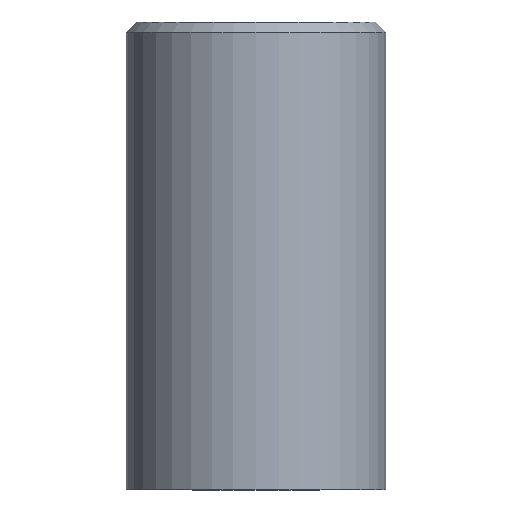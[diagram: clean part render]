
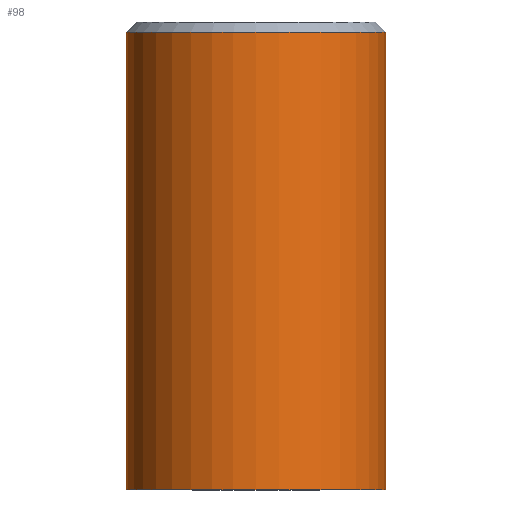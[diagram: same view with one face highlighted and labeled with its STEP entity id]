
A CAD part, front view. The second image highlights one B-rep face of the part: STEP entity #98.
In plain terms, the highlighted cylindrical face has radius 25 mm (diameter 50 mm), a partial arc.
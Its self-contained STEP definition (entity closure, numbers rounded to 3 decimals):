
#94=EDGE_CURVE('',#134,#162,#211,.T.);
#98=ADVANCED_FACE('',(#215),#216,.T.);
#108=EDGE_CURVE('',#146,#134,#227,.T.);
#134=VERTEX_POINT('',#256);
#136=VERTEX_POINT('',#258);
#146=VERTEX_POINT('',#271);
#148=EDGE_CURVE('',#136,#162,#273,.T.);
#158=EDGE_CURVE('',#136,#146,#283,.T.);
#162=VERTEX_POINT('',#287);
#211=LINE('',#335,#336);
#215=FACE_OUTER_BOUND('',#341,.T.);
#216=CYLINDRICAL_SURFACE('',#342,25.0);
#227=CIRCLE('',#355,25.0);
#256=CARTESIAN_POINT('',(-25.0,0.,0.));
#258=CARTESIAN_POINT('',(25.0,0.,88.0));
#271=CARTESIAN_POINT('',(25.0,0.,0.));
#273=CIRCLE('',#412,25.0);
#283=LINE('',#425,#426);
#287=CARTESIAN_POINT('',(-25.0,0.,88.0));
#335=CARTESIAN_POINT('',(-25.0,0.,44.0));
#336=VECTOR('',#479,1.0);
#341=EDGE_LOOP('',(#484,#485,#486,#487));
#342=AXIS2_PLACEMENT_3D('',#488,#489,#490);
#355=AXIS2_PLACEMENT_3D('',#502,#503,#504);
#412=AXIS2_PLACEMENT_3D('',#559,#560,#561);
#425=CARTESIAN_POINT('',(25.0,0.,44.0));
#426=VECTOR('',#568,1.0);
#479=DIRECTION('',(-0.0,-0.0,1.0));
#484=ORIENTED_EDGE('',*,*,#158,.F.);
#485=ORIENTED_EDGE('',*,*,#148,.T.);
#486=ORIENTED_EDGE('',*,*,#94,.F.);
#487=ORIENTED_EDGE('',*,*,#108,.F.);
#488=CARTESIAN_POINT('',(0.,0.,44.0));
#489=DIRECTION('',(-0.0,-0.0,1.0));
#490=DIRECTION('',(1.0,0.,0.0));
#502=CARTESIAN_POINT('',(0.,0.,0.));
#503=DIRECTION('',(0.0,0.0,-1.0));
#504=DIRECTION('',(1.0,0.,0.0));
#559=CARTESIAN_POINT('',(0.,0.,88.0));
#560=DIRECTION('',(0.0,0.0,-1.0));
#561=DIRECTION('',(1.0,0.,0.0));
#568=DIRECTION('',(0.0,0.0,-1.0));
